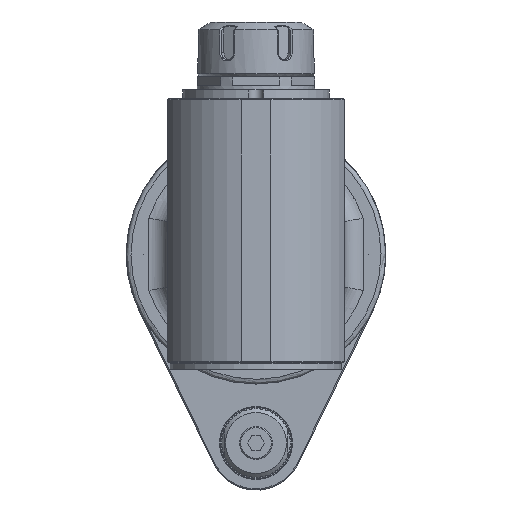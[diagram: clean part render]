
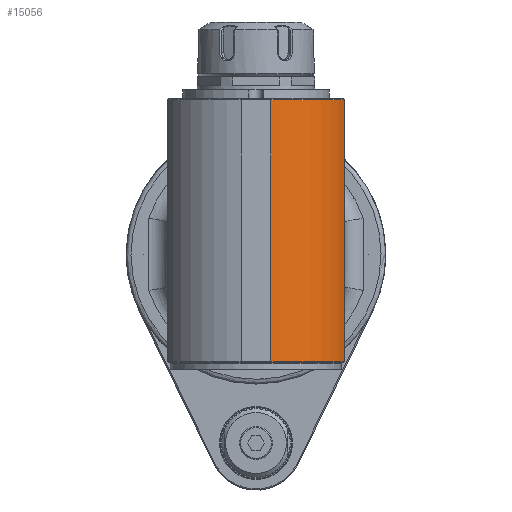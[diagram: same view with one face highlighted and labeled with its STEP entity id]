
A CAD part, front view. The second image highlights one B-rep face of the part: STEP entity #15056.
In plain terms, the highlighted cylindrical face has radius 40 mm (diameter 80 mm), a partial arc.
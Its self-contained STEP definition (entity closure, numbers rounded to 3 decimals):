
#1279=FACE_OUTER_BOUND('',#2172,.T.);
#2172=EDGE_LOOP('',(#10539,#10540,#10541,#10542));
#3136=CIRCLE('',#16076,40.);
#3137=CIRCLE('',#16077,40.);
#3785=LINE('',#22714,#5107);
#3786=LINE('',#22719,#5108);
#5107=VECTOR('',#17839,10.);
#5108=VECTOR('',#17844,10.);
#6355=VERTEX_POINT('',#21842);
#6471=VERTEX_POINT('',#22705);
#6472=VERTEX_POINT('',#22716);
#6473=VERTEX_POINT('',#22718);
#8051=EDGE_CURVE('',#6471,#6355,#3785,.T.);
#8052=EDGE_CURVE('',#6471,#6472,#3136,.T.);
#8053=EDGE_CURVE('',#6472,#6473,#3786,.T.);
#8054=EDGE_CURVE('',#6355,#6473,#3137,.T.);
#10539=ORIENTED_EDGE('',*,*,#8052,.T.);
#10540=ORIENTED_EDGE('',*,*,#8053,.T.);
#10541=ORIENTED_EDGE('',*,*,#8054,.F.);
#10542=ORIENTED_EDGE('',*,*,#8051,.F.);
#14839=CYLINDRICAL_SURFACE('',#16075,40.);
#15056=ADVANCED_FACE('',(#1279),#14839,.T.);
#16075=AXIS2_PLACEMENT_3D('',#22715,#17840,#17841);
#16076=AXIS2_PLACEMENT_3D('',#22717,#17842,#17843);
#16077=AXIS2_PLACEMENT_3D('',#22720,#17845,#17846);
#17839=DIRECTION('',(0.,0.,-1.));
#17840=DIRECTION('center_axis',(0.,0.,-1.));
#17841=DIRECTION('ref_axis',(-1.,0.,0.));
#17842=DIRECTION('center_axis',(0.,0.,-1.));
#17843=DIRECTION('ref_axis',(0.938,-0.348,0.));
#17844=DIRECTION('',(0.,0.,-1.));
#17845=DIRECTION('center_axis',(0.,0.,-1.));
#17846=DIRECTION('ref_axis',(0.937,-0.348,0.));
#21842=CARTESIAN_POINT('',(37.5,-11.919,-45.5));
#22705=CARTESIAN_POINT('',(37.5,-11.919,65.5));
#22714=CARTESIAN_POINT('',(37.5,-11.919,66.));
#22715=CARTESIAN_POINT('Origin',(0.,2.,66.));
#22716=CARTESIAN_POINT('',(6.305,-37.5,65.5));
#22717=CARTESIAN_POINT('Origin',(0.,2.,65.5));
#22718=CARTESIAN_POINT('',(6.305,-37.5,-45.5));
#22719=CARTESIAN_POINT('',(6.305,-37.5,66.));
#22720=CARTESIAN_POINT('Origin',(0.,2.,-45.5));
